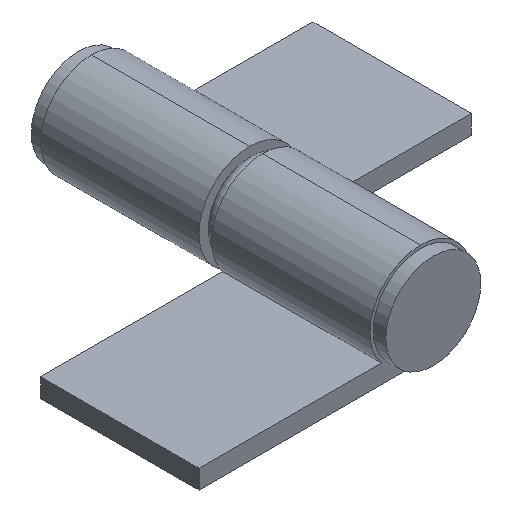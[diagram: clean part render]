
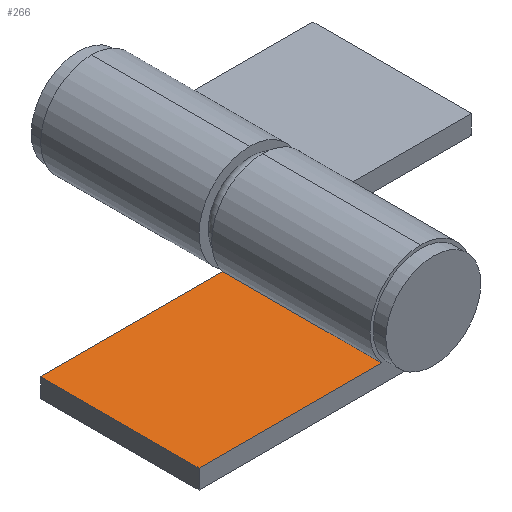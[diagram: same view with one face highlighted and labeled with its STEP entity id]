
A CAD part, isometric view. The second image highlights one B-rep face of the part: STEP entity #266.
In plain terms, the highlighted face is planar.
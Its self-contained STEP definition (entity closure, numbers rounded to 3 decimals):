
#110 = FACE_OUTER_BOUND ( 'NONE', #615, .T. ) ;
#114 = AXIS2_PLACEMENT_3D ( 'NONE', #723, #724, #725 ) ;
#202 = VECTOR ( 'NONE', #811, 1000. ) ;
#205 = VECTOR ( 'NONE', #832, 1000. ) ;
#266 = ADVANCED_FACE ( 'NONE', ( #110 ), #722, .F. ) ;
#293 = EDGE_CURVE ( 'NONE', #645, #666, #809, .T. ) ;
#295 = EDGE_CURVE ( 'NONE', #640, #656, #815, .T. ) ;
#300 = EDGE_CURVE ( 'NONE', #666, #656, #830, .T. ) ;
#302 = EDGE_CURVE ( 'NONE', #645, #640, #836, .T. ) ;
#306 = VECTOR ( 'NONE', #838, 1000. ) ;
#313 = ORIENTED_EDGE ( 'NONE', *, *, #302, .T. ) ;
#316 = ORIENTED_EDGE ( 'NONE', *, *, #300, .F. ) ;
#322 = ORIENTED_EDGE ( 'NONE', *, *, #293, .F. ) ;
#329 = ORIENTED_EDGE ( 'NONE', *, *, #295, .T. ) ;
#550 = VECTOR ( 'NONE', #817, 1000. ) ;
#615 = EDGE_LOOP ( 'NONE', ( #329, #316, #322, #313 ) ) ;
#640 = VERTEX_POINT ( 'NONE', #917 ) ;
#645 = VERTEX_POINT ( 'NONE', #922 ) ;
#656 = VERTEX_POINT ( 'NONE', #933 ) ;
#666 = VERTEX_POINT ( 'NONE', #943 ) ;
#722 = PLANE ( 'NONE',  #114 ) ;
#723 = CARTESIAN_POINT ( 'NONE',  ( 35., 25., 5. ) ) ;
#724 = DIRECTION ( 'NONE',  ( 0., 0., 1. ) ) ;
#725 = DIRECTION ( 'NONE',  ( 1., 0., 0. ) ) ;
#809 = LINE ( 'NONE', #810, #202 ) ;
#810 = CARTESIAN_POINT ( 'NONE',  ( 35., 25., 5. ) ) ;
#811 = DIRECTION ( 'NONE',  ( -1., 0., 0. ) ) ;
#815 = LINE ( 'NONE', #816, #550 ) ;
#816 = CARTESIAN_POINT ( 'NONE',  ( 35., 0., 5. ) ) ;
#817 = DIRECTION ( 'NONE',  ( -1., 0., 0. ) ) ;
#830 = LINE ( 'NONE', #831, #205 ) ;
#831 = CARTESIAN_POINT ( 'NONE',  ( 6.245, 25., 5. ) ) ;
#832 = DIRECTION ( 'NONE',  ( 0., -1., 0. ) ) ;
#836 = LINE ( 'NONE', #837, #306 ) ;
#837 = CARTESIAN_POINT ( 'NONE',  ( 35., 25., 5. ) ) ;
#838 = DIRECTION ( 'NONE',  ( 0., -1., 0. ) ) ;
#917 = CARTESIAN_POINT ( 'NONE',  ( 35., 0., 5. ) ) ;
#922 = CARTESIAN_POINT ( 'NONE',  ( 35., 25., 5. ) ) ;
#933 = CARTESIAN_POINT ( 'NONE',  ( 6.245, 0., 5. ) ) ;
#943 = CARTESIAN_POINT ( 'NONE',  ( 6.245, 25., 5. ) ) ;
